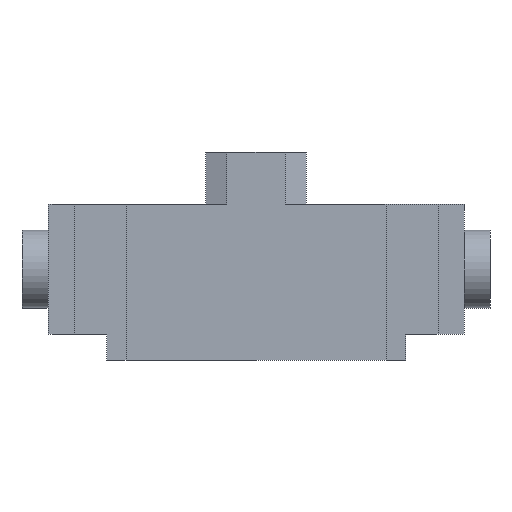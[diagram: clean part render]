
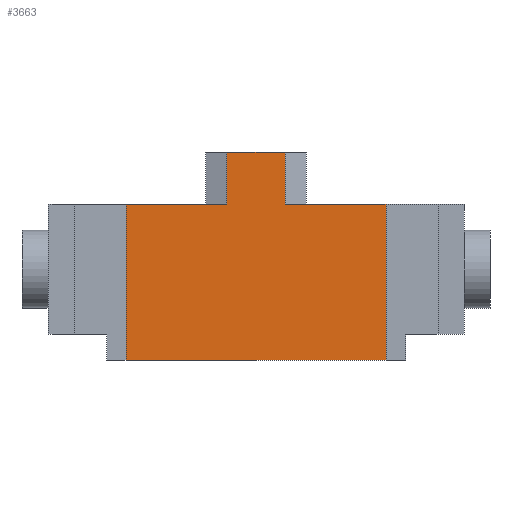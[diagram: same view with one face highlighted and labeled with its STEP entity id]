
A CAD part, front view. The second image highlights one B-rep face of the part: STEP entity #3663.
In plain terms, the highlighted planar face has unit normal (0, -1, 0).
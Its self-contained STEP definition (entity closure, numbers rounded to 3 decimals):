
#32 = PLANE('',#33);
#33 = AXIS2_PLACEMENT_3D('',#34,#35,#36);
#34 = CARTESIAN_POINT('',(-12.8,16.,3.2));
#35 = DIRECTION('',(0.,0.,1.));
#36 = DIRECTION('',(0.,-1.,0.));
#2437 = VERTEX_POINT('',#2438);
#2438 = CARTESIAN_POINT('',(1.8,-16.,3.2));
#2452 = PLANE('',#2453);
#2453 = AXIS2_PLACEMENT_3D('',#2454,#2455,#2456);
#2454 = CARTESIAN_POINT('',(1.8,-16.,6.4));
#2455 = DIRECTION('',(1.,-0.,0.));
#2456 = DIRECTION('',(0.,0.,-1.));
#2464 = EDGE_CURVE('',#2465,#2437,#2467,.T.);
#2465 = VERTEX_POINT('',#2466);
#2466 = CARTESIAN_POINT('',(8.,-16.,3.2));
#2467 = SURFACE_CURVE('',#2468,(#2472,#2479),.PCURVE_S1.);
#2468 = LINE('',#2469,#2470);
#2469 = CARTESIAN_POINT('',(12.8,-16.,3.2));
#2470 = VECTOR('',#2471,1.);
#2471 = DIRECTION('',(-1.,0.,0.));
#2472 = PCURVE('',#32,#2473);
#2473 = DEFINITIONAL_REPRESENTATION('',(#2474),#2478);
#2474 = LINE('',#2475,#2476);
#2475 = CARTESIAN_POINT('',(32.,25.6));
#2476 = VECTOR('',#2477,1.);
#2477 = DIRECTION('',(0.,-1.));
#2478 = ( GEOMETRIC_REPRESENTATION_CONTEXT(2) 
PARAMETRIC_REPRESENTATION_CONTEXT() REPRESENTATION_CONTEXT('2D SPACE',''
  ) );
#2479 = PCURVE('',#2480,#2485);
#2480 = PLANE('',#2481);
#2481 = AXIS2_PLACEMENT_3D('',#2482,#2483,#2484);
#2482 = CARTESIAN_POINT('',(12.8,-16.,-4.8));
#2483 = DIRECTION('',(0.,1.,0.));
#2484 = DIRECTION('',(0.,0.,1.));
#2485 = DEFINITIONAL_REPRESENTATION('',(#2486),#2490);
#2486 = LINE('',#2487,#2488);
#2487 = CARTESIAN_POINT('',(8.,0.));
#2488 = VECTOR('',#2489,1.);
#2489 = DIRECTION('',(0.,-1.));
#2490 = ( GEOMETRIC_REPRESENTATION_CONTEXT(2) 
PARAMETRIC_REPRESENTATION_CONTEXT() REPRESENTATION_CONTEXT('2D SPACE',''
  ) );
#2508 = PLANE('',#2509);
#2509 = AXIS2_PLACEMENT_3D('',#2510,#2511,#2512);
#2510 = CARTESIAN_POINT('',(8.,-15.6,3.2));
#2511 = DIRECTION('',(-1.,0.,0.));
#2512 = DIRECTION('',(0.,-1.,0.));
#3554 = PLANE('',#3555);
#3555 = AXIS2_PLACEMENT_3D('',#3556,#3557,#3558);
#3556 = CARTESIAN_POINT('',(0.,8.,-6.4));
#3557 = DIRECTION('',(0.,0.,1.));
#3558 = DIRECTION('',(1.,0.,-0.));
#3619 = EDGE_CURVE('',#3620,#2465,#3622,.T.);
#3620 = VERTEX_POINT('',#3621);
#3621 = CARTESIAN_POINT('',(8.,-16.,-6.4));
#3622 = SURFACE_CURVE('',#3623,(#3627,#3634),.PCURVE_S1.);
#3623 = LINE('',#3624,#3625);
#3624 = CARTESIAN_POINT('',(8.,-16.,-0.8));
#3625 = VECTOR('',#3626,1.);
#3626 = DIRECTION('',(0.,-0.,1.));
#3627 = PCURVE('',#2508,#3628);
#3628 = DEFINITIONAL_REPRESENTATION('',(#3629),#3633);
#3629 = LINE('',#3630,#3631);
#3630 = CARTESIAN_POINT('',(0.4,-4.));
#3631 = VECTOR('',#3632,1.);
#3632 = DIRECTION('',(0.,1.));
#3633 = ( GEOMETRIC_REPRESENTATION_CONTEXT(2) 
PARAMETRIC_REPRESENTATION_CONTEXT() REPRESENTATION_CONTEXT('2D SPACE',''
  ) );
#3634 = PCURVE('',#2480,#3635);
#3635 = DEFINITIONAL_REPRESENTATION('',(#3636),#3640);
#3636 = LINE('',#3637,#3638);
#3637 = CARTESIAN_POINT('',(4.,-4.8));
#3638 = VECTOR('',#3639,1.);
#3639 = DIRECTION('',(1.,0.));
#3640 = ( GEOMETRIC_REPRESENTATION_CONTEXT(2) 
PARAMETRIC_REPRESENTATION_CONTEXT() REPRESENTATION_CONTEXT('2D SPACE',''
  ) );
#3663 = ADVANCED_FACE('',(#3664),#2480,.F.);
#3664 = FACE_BOUND('',#3665,.F.);
#3665 = EDGE_LOOP('',(#3666,#3667,#3690,#3718,#3746,#3774,#3802,#3823));
#3666 = ORIENTED_EDGE('',*,*,#3619,.F.);
#3667 = ORIENTED_EDGE('',*,*,#3668,.F.);
#3668 = EDGE_CURVE('',#3669,#3620,#3671,.T.);
#3669 = VERTEX_POINT('',#3670);
#3670 = CARTESIAN_POINT('',(-8.,-16.,-6.4));
#3671 = SURFACE_CURVE('',#3672,(#3676,#3683),.PCURVE_S1.);
#3672 = LINE('',#3673,#3674);
#3673 = CARTESIAN_POINT('',(-12.8,-16.,-6.4));
#3674 = VECTOR('',#3675,1.);
#3675 = DIRECTION('',(1.,0.,0.));
#3676 = PCURVE('',#2480,#3677);
#3677 = DEFINITIONAL_REPRESENTATION('',(#3678),#3682);
#3678 = LINE('',#3679,#3680);
#3679 = CARTESIAN_POINT('',(-1.6,-25.6));
#3680 = VECTOR('',#3681,1.);
#3681 = DIRECTION('',(0.,1.));
#3682 = ( GEOMETRIC_REPRESENTATION_CONTEXT(2) 
PARAMETRIC_REPRESENTATION_CONTEXT() REPRESENTATION_CONTEXT('2D SPACE',''
  ) );
#3683 = PCURVE('',#3554,#3684);
#3684 = DEFINITIONAL_REPRESENTATION('',(#3685),#3689);
#3685 = LINE('',#3686,#3687);
#3686 = CARTESIAN_POINT('',(-12.8,-24.));
#3687 = VECTOR('',#3688,1.);
#3688 = DIRECTION('',(1.,0.));
#3689 = ( GEOMETRIC_REPRESENTATION_CONTEXT(2) 
PARAMETRIC_REPRESENTATION_CONTEXT() REPRESENTATION_CONTEXT('2D SPACE',''
  ) );
#3690 = ORIENTED_EDGE('',*,*,#3691,.T.);
#3691 = EDGE_CURVE('',#3669,#3692,#3694,.T.);
#3692 = VERTEX_POINT('',#3693);
#3693 = CARTESIAN_POINT('',(-8.,-16.,3.2));
#3694 = SURFACE_CURVE('',#3695,(#3699,#3706),.PCURVE_S1.);
#3695 = LINE('',#3696,#3697);
#3696 = CARTESIAN_POINT('',(-8.,-16.,-0.8));
#3697 = VECTOR('',#3698,1.);
#3698 = DIRECTION('',(0.,-0.,1.));
#3699 = PCURVE('',#2480,#3700);
#3700 = DEFINITIONAL_REPRESENTATION('',(#3701),#3705);
#3701 = LINE('',#3702,#3703);
#3702 = CARTESIAN_POINT('',(4.,-20.8));
#3703 = VECTOR('',#3704,1.);
#3704 = DIRECTION('',(1.,0.));
#3705 = ( GEOMETRIC_REPRESENTATION_CONTEXT(2) 
PARAMETRIC_REPRESENTATION_CONTEXT() REPRESENTATION_CONTEXT('2D SPACE',''
  ) );
#3706 = PCURVE('',#3707,#3712);
#3707 = PLANE('',#3708);
#3708 = AXIS2_PLACEMENT_3D('',#3709,#3710,#3711);
#3709 = CARTESIAN_POINT('',(-8.,-15.6,3.2));
#3710 = DIRECTION('',(-1.,0.,0.));
#3711 = DIRECTION('',(0.,-1.,0.));
#3712 = DEFINITIONAL_REPRESENTATION('',(#3713),#3717);
#3713 = LINE('',#3714,#3715);
#3714 = CARTESIAN_POINT('',(0.4,-4.));
#3715 = VECTOR('',#3716,1.);
#3716 = DIRECTION('',(0.,1.));
#3717 = ( GEOMETRIC_REPRESENTATION_CONTEXT(2) 
PARAMETRIC_REPRESENTATION_CONTEXT() REPRESENTATION_CONTEXT('2D SPACE',''
  ) );
#3718 = ORIENTED_EDGE('',*,*,#3719,.F.);
#3719 = EDGE_CURVE('',#3720,#3692,#3722,.T.);
#3720 = VERTEX_POINT('',#3721);
#3721 = CARTESIAN_POINT('',(-1.8,-16.,3.2));
#3722 = SURFACE_CURVE('',#3723,(#3727,#3734),.PCURVE_S1.);
#3723 = LINE('',#3724,#3725);
#3724 = CARTESIAN_POINT('',(12.8,-16.,3.2));
#3725 = VECTOR('',#3726,1.);
#3726 = DIRECTION('',(-1.,0.,0.));
#3727 = PCURVE('',#2480,#3728);
#3728 = DEFINITIONAL_REPRESENTATION('',(#3729),#3733);
#3729 = LINE('',#3730,#3731);
#3730 = CARTESIAN_POINT('',(8.,0.));
#3731 = VECTOR('',#3732,1.);
#3732 = DIRECTION('',(0.,-1.));
#3733 = ( GEOMETRIC_REPRESENTATION_CONTEXT(2) 
PARAMETRIC_REPRESENTATION_CONTEXT() REPRESENTATION_CONTEXT('2D SPACE',''
  ) );
#3734 = PCURVE('',#3735,#3740);
#3735 = PLANE('',#3736);
#3736 = AXIS2_PLACEMENT_3D('',#3737,#3738,#3739);
#3737 = CARTESIAN_POINT('',(-12.8,16.,3.2));
#3738 = DIRECTION('',(0.,0.,1.));
#3739 = DIRECTION('',(0.,-1.,0.));
#3740 = DEFINITIONAL_REPRESENTATION('',(#3741),#3745);
#3741 = LINE('',#3742,#3743);
#3742 = CARTESIAN_POINT('',(32.,25.6));
#3743 = VECTOR('',#3744,1.);
#3744 = DIRECTION('',(0.,-1.));
#3745 = ( GEOMETRIC_REPRESENTATION_CONTEXT(2) 
PARAMETRIC_REPRESENTATION_CONTEXT() REPRESENTATION_CONTEXT('2D SPACE',''
  ) );
#3746 = ORIENTED_EDGE('',*,*,#3747,.T.);
#3747 = EDGE_CURVE('',#3720,#3748,#3750,.T.);
#3748 = VERTEX_POINT('',#3749);
#3749 = CARTESIAN_POINT('',(-1.8,-16.,6.4));
#3750 = SURFACE_CURVE('',#3751,(#3755,#3762),.PCURVE_S1.);
#3751 = LINE('',#3752,#3753);
#3752 = CARTESIAN_POINT('',(-1.8,-16.,3.2));
#3753 = VECTOR('',#3754,1.);
#3754 = DIRECTION('',(0.,0.,1.));
#3755 = PCURVE('',#2480,#3756);
#3756 = DEFINITIONAL_REPRESENTATION('',(#3757),#3761);
#3757 = LINE('',#3758,#3759);
#3758 = CARTESIAN_POINT('',(8.,-14.6));
#3759 = VECTOR('',#3760,1.);
#3760 = DIRECTION('',(1.,0.));
#3761 = ( GEOMETRIC_REPRESENTATION_CONTEXT(2) 
PARAMETRIC_REPRESENTATION_CONTEXT() REPRESENTATION_CONTEXT('2D SPACE',''
  ) );
#3762 = PCURVE('',#3763,#3768);
#3763 = PLANE('',#3764);
#3764 = AXIS2_PLACEMENT_3D('',#3765,#3766,#3767);
#3765 = CARTESIAN_POINT('',(-1.8,-16.,3.2));
#3766 = DIRECTION('',(-1.,0.,0.));
#3767 = DIRECTION('',(0.,0.,1.));
#3768 = DEFINITIONAL_REPRESENTATION('',(#3769),#3773);
#3769 = LINE('',#3770,#3771);
#3770 = CARTESIAN_POINT('',(0.,0.));
#3771 = VECTOR('',#3772,1.);
#3772 = DIRECTION('',(1.,0.));
#3773 = ( GEOMETRIC_REPRESENTATION_CONTEXT(2) 
PARAMETRIC_REPRESENTATION_CONTEXT() REPRESENTATION_CONTEXT('2D SPACE',''
  ) );
#3774 = ORIENTED_EDGE('',*,*,#3775,.T.);
#3775 = EDGE_CURVE('',#3748,#3776,#3778,.T.);
#3776 = VERTEX_POINT('',#3777);
#3777 = CARTESIAN_POINT('',(1.8,-16.,6.4));
#3778 = SURFACE_CURVE('',#3779,(#3783,#3790),.PCURVE_S1.);
#3779 = LINE('',#3780,#3781);
#3780 = CARTESIAN_POINT('',(-1.8,-16.,6.4));
#3781 = VECTOR('',#3782,1.);
#3782 = DIRECTION('',(1.,0.,-0.));
#3783 = PCURVE('',#2480,#3784);
#3784 = DEFINITIONAL_REPRESENTATION('',(#3785),#3789);
#3785 = LINE('',#3786,#3787);
#3786 = CARTESIAN_POINT('',(11.2,-14.6));
#3787 = VECTOR('',#3788,1.);
#3788 = DIRECTION('',(0.,1.));
#3789 = ( GEOMETRIC_REPRESENTATION_CONTEXT(2) 
PARAMETRIC_REPRESENTATION_CONTEXT() REPRESENTATION_CONTEXT('2D SPACE',''
  ) );
#3790 = PCURVE('',#3791,#3796);
#3791 = PLANE('',#3792);
#3792 = AXIS2_PLACEMENT_3D('',#3793,#3794,#3795);
#3793 = CARTESIAN_POINT('',(-1.8,-16.,6.4));
#3794 = DIRECTION('',(0.,0.,1.));
#3795 = DIRECTION('',(1.,0.,-0.));
#3796 = DEFINITIONAL_REPRESENTATION('',(#3797),#3801);
#3797 = LINE('',#3798,#3799);
#3798 = CARTESIAN_POINT('',(0.,0.));
#3799 = VECTOR('',#3800,1.);
#3800 = DIRECTION('',(1.,0.));
#3801 = ( GEOMETRIC_REPRESENTATION_CONTEXT(2) 
PARAMETRIC_REPRESENTATION_CONTEXT() REPRESENTATION_CONTEXT('2D SPACE',''
  ) );
#3802 = ORIENTED_EDGE('',*,*,#3803,.T.);
#3803 = EDGE_CURVE('',#3776,#2437,#3804,.T.);
#3804 = SURFACE_CURVE('',#3805,(#3809,#3816),.PCURVE_S1.);
#3805 = LINE('',#3806,#3807);
#3806 = CARTESIAN_POINT('',(1.8,-16.,6.4));
#3807 = VECTOR('',#3808,1.);
#3808 = DIRECTION('',(0.,0.,-1.));
#3809 = PCURVE('',#2480,#3810);
#3810 = DEFINITIONAL_REPRESENTATION('',(#3811),#3815);
#3811 = LINE('',#3812,#3813);
#3812 = CARTESIAN_POINT('',(11.2,-11.));
#3813 = VECTOR('',#3814,1.);
#3814 = DIRECTION('',(-1.,0.));
#3815 = ( GEOMETRIC_REPRESENTATION_CONTEXT(2) 
PARAMETRIC_REPRESENTATION_CONTEXT() REPRESENTATION_CONTEXT('2D SPACE',''
  ) );
#3816 = PCURVE('',#2452,#3817);
#3817 = DEFINITIONAL_REPRESENTATION('',(#3818),#3822);
#3818 = LINE('',#3819,#3820);
#3819 = CARTESIAN_POINT('',(0.,0.));
#3820 = VECTOR('',#3821,1.);
#3821 = DIRECTION('',(1.,0.));
#3822 = ( GEOMETRIC_REPRESENTATION_CONTEXT(2) 
PARAMETRIC_REPRESENTATION_CONTEXT() REPRESENTATION_CONTEXT('2D SPACE',''
  ) );
#3823 = ORIENTED_EDGE('',*,*,#2464,.F.);
